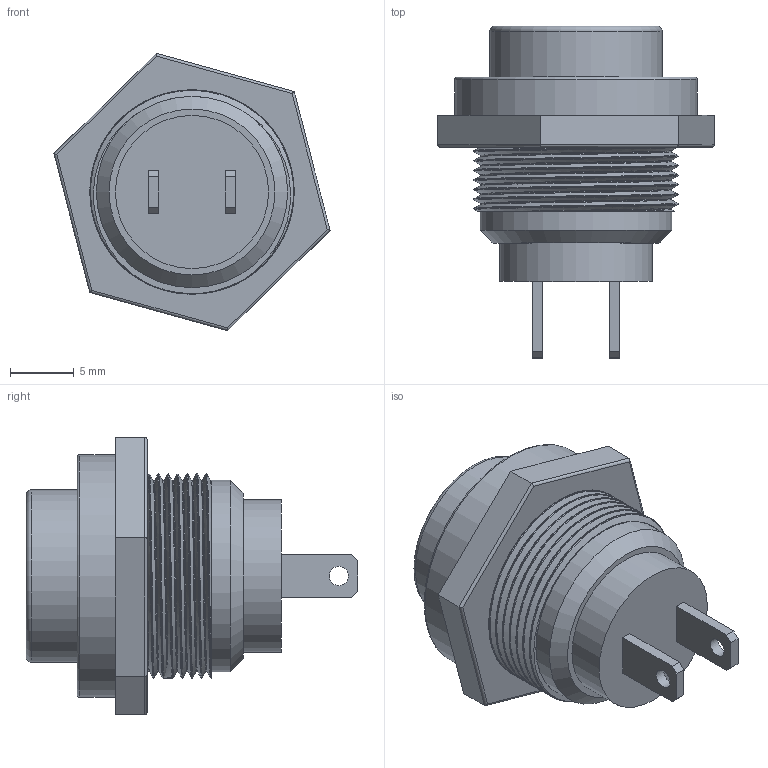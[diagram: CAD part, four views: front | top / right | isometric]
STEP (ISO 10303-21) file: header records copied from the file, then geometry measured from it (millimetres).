
FILE_DESCRIPTION(/* description */ ('','CAx-IF Rec.Pracs.---Representation and Presentation of Product Manufacturing Information (PMI)---4.0---2014-10-13'),/* implementation_level */ '2;1');
FILE_NAME(/* name */ 'PB26S.STEP',/* time_stamp */ '2020-02-08T19:34:13+03:00',/* author */ ('Andre'),/* organization */ (''),/* preprocessor_version */ 'ST-DEVELOPER v18',/* originating_system */ 'Autodesk Inventor 2020',/* authorisation */ '');
FILE_SCHEMA (('AP242_MANAGED_MODEL_BASED_3D_ENGINEERING_MIM_LF { 1 0 10303 442 1 1 4 }'));
Length unit declared in the file: millimetre
Products named in the file (1): Кнопка2
Bounding box: 21.64 x 26 x 21.74 mm (x, y, z)
Volume: 4082.7 mm3; surface area: 2947.3 mm2
Topology: 2 solids, 2 shells, 67 faces, 220 edges, 204 vertices
Faces by surface type: plane 30, cylinder 27, bspline 6, torus 3, cone 1
Full cylindrical faces by diameter (mm): 1.5 x2, 12 x1, 13.5 x1, 13.8 x1, 14.888 x2, 15 x1, 16 x10, 19 x1
Entity records: 7741 total; most frequent: CARTESIAN_POINT 5704, DIRECTION 363, ORIENTED_EDGE 344, EDGE_CURVE 172, AXIS2_PLACEMENT_3D 141, VERTEX_POINT 117, STYLED_ITEM 109, LINE 81
